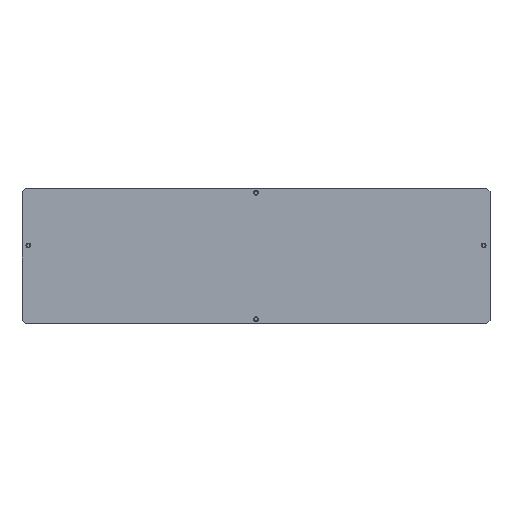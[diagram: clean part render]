
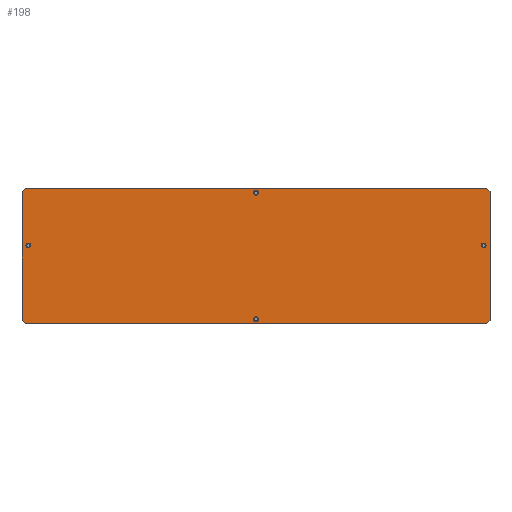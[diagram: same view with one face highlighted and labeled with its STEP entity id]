
A CAD part, top view. The second image highlights one B-rep face of the part: STEP entity #198.
In plain terms, the highlighted planar face has unit normal (0, 0, 1).
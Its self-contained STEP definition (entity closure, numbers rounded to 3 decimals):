
#6 = ORIENTED_EDGE ( 'NONE', *, *, #1799, .F. ) ;
#10 = CARTESIAN_POINT ( 'NONE',  ( 0., -60., 4. ) ) ;
#27 = LINE ( 'NONE', #1173, #1771 ) ;
#34 = VERTEX_POINT ( 'NONE', #450 ) ;
#50 = AXIS2_PLACEMENT_3D ( 'NONE', #535, #138, #1098 ) ;
#59 = LINE ( 'NONE', #486, #1739 ) ;
#60 = ORIENTED_EDGE ( 'NONE', *, *, #600, .F. ) ;
#89 = ORIENTED_EDGE ( 'NONE', *, *, #1439, .T. ) ;
#103 = CARTESIAN_POINT ( 'NONE',  ( 219., 64., 4. ) ) ;
#120 = DIRECTION ( 'NONE',  ( 1., 0., 0. ) ) ;
#124 = CARTESIAN_POINT ( 'NONE',  ( 219., -64., 4. ) ) ;
#134 = LINE ( 'NONE', #288, #1221 ) ;
#138 = DIRECTION ( 'NONE',  ( 0., 0., 1. ) ) ;
#140 = CIRCLE ( 'NONE', #798, 2.25 ) ;
#153 = CARTESIAN_POINT ( 'NONE',  ( 0., 60., 4. ) ) ;
#174 = DIRECTION ( 'NONE',  ( 1., 0., 0. ) ) ;
#190 = EDGE_CURVE ( 'NONE', #307, #34, #1679, .T. ) ;
#198 = ADVANCED_FACE ( 'NONE', ( #638, #1507, #1345, #1352, #1360 ), #764, .F. ) ;
#200 = DIRECTION ( 'NONE',  ( 0., 0., 1. ) ) ;
#201 = CARTESIAN_POINT ( 'NONE',  ( -222., 64., 4. ) ) ;
#250 = DIRECTION ( 'NONE',  ( -0.707, -0.707, 0. ) ) ;
#251 = EDGE_LOOP ( 'NONE', ( #1111, #1809 ) ) ;
#258 = DIRECTION ( 'NONE',  ( -1., 0., 0. ) ) ;
#263 = CIRCLE ( 'NONE', #1651, 2.25 ) ;
#265 = CIRCLE ( 'NONE', #707, 2.25 ) ;
#277 = VERTEX_POINT ( 'NONE', #103 ) ;
#288 = CARTESIAN_POINT ( 'NONE',  ( -222., 64., 4. ) ) ;
#292 = DIRECTION ( 'NONE',  ( 1., 0., 0. ) ) ;
#301 = EDGE_LOOP ( 'NONE', ( #1018, #1791 ) ) ;
#307 = VERTEX_POINT ( 'NONE', #1265 ) ;
#317 = DIRECTION ( 'NONE',  ( 0.707, -0.707, 0. ) ) ;
#344 = CARTESIAN_POINT ( 'NONE',  ( 222., -61., 4. ) ) ;
#353 = VERTEX_POINT ( 'NONE', #1716 ) ;
#365 = VERTEX_POINT ( 'NONE', #412 ) ;
#377 = EDGE_CURVE ( 'NONE', #1690, #353, #1832, .T. ) ;
#391 = ORIENTED_EDGE ( 'NONE', *, *, #431, .T. ) ;
#397 = CARTESIAN_POINT ( 'NONE',  ( 222., -61., 4. ) ) ;
#401 = EDGE_CURVE ( 'NONE', #1138, #579, #1441, .T. ) ;
#408 = VECTOR ( 'NONE', #317, 1000. ) ;
#412 = CARTESIAN_POINT ( 'NONE',  ( 2.25, 60., 4. ) ) ;
#426 = DIRECTION ( 'NONE',  ( 0., 0., 1. ) ) ;
#431 = EDGE_CURVE ( 'NONE', #579, #1458, #27, .T. ) ;
#446 = ORIENTED_EDGE ( 'NONE', *, *, #1026, .T. ) ;
#450 = CARTESIAN_POINT ( 'NONE',  ( 213.75, 10., 4. ) ) ;
#454 = CARTESIAN_POINT ( 'NONE',  ( 222., 61., 4. ) ) ;
#457 = EDGE_CURVE ( 'NONE', #1007, #365, #263, .T. ) ;
#470 = ORIENTED_EDGE ( 'NONE', *, *, #190, .F. ) ;
#486 = CARTESIAN_POINT ( 'NONE',  ( 219., 64., 4. ) ) ;
#489 = DIRECTION ( 'NONE',  ( 0., -1., 0. ) ) ;
#518 = EDGE_CURVE ( 'NONE', #365, #1007, #1252, .T. ) ;
#535 = CARTESIAN_POINT ( 'NONE',  ( 0., -60., 4. ) ) ;
#558 = AXIS2_PLACEMENT_3D ( 'NONE', #201, #1807, #1816 ) ;
#564 = VECTOR ( 'NONE', #1556, 1000. ) ;
#577 = ORIENTED_EDGE ( 'NONE', *, *, #1287, .T. ) ;
#578 = DIRECTION ( 'NONE',  ( 0.707, 0.707, 0. ) ) ;
#579 = VERTEX_POINT ( 'NONE', #1820 ) ;
#594 = VERTEX_POINT ( 'NONE', #1694 ) ;
#600 = EDGE_CURVE ( 'NONE', #34, #307, #948, .T. ) ;
#638 = FACE_BOUND ( 'NONE', #1084, .T. ) ;
#679 = CARTESIAN_POINT ( 'NONE',  ( 216., 10., 4. ) ) ;
#696 = ORIENTED_EDGE ( 'NONE', *, *, #961, .T. ) ;
#707 = AXIS2_PLACEMENT_3D ( 'NONE', #10, #426, #120 ) ;
#718 = DIRECTION ( 'NONE',  ( 1., 0., 0. ) ) ;
#754 = EDGE_CURVE ( 'NONE', #353, #1690, #265, .T. ) ;
#764 = PLANE ( 'NONE',  #558 ) ;
#775 = DIRECTION ( 'NONE',  ( 0., 0., 1. ) ) ;
#793 = CARTESIAN_POINT ( 'NONE',  ( -218.25, 10., 4. ) ) ;
#798 = AXIS2_PLACEMENT_3D ( 'NONE', #1499, #200, #1644 ) ;
#827 = AXIS2_PLACEMENT_3D ( 'NONE', #1614, #1596, #292 ) ;
#838 = ORIENTED_EDGE ( 'NONE', *, *, #1784, .T. ) ;
#875 = CARTESIAN_POINT ( 'NONE',  ( -219., -64., 4. ) ) ;
#884 = VERTEX_POINT ( 'NONE', #344 ) ;
#948 = CIRCLE ( 'NONE', #1736, 2.25 ) ;
#956 = EDGE_CURVE ( 'NONE', #960, #277, #59, .T. ) ;
#959 = LINE ( 'NONE', #1237, #1313 ) ;
#960 = VERTEX_POINT ( 'NONE', #454 ) ;
#961 = EDGE_CURVE ( 'NONE', #277, #594, #134, .T. ) ;
#979 = VERTEX_POINT ( 'NONE', #1402 ) ;
#990 = CARTESIAN_POINT ( 'NONE',  ( -2.25, 60., 4. ) ) ;
#1007 = VERTEX_POINT ( 'NONE', #990 ) ;
#1018 = ORIENTED_EDGE ( 'NONE', *, *, #754, .F. ) ;
#1026 = EDGE_CURVE ( 'NONE', #1458, #884, #1146, .T. ) ;
#1038 = CARTESIAN_POINT ( 'NONE',  ( -213.75, 10., 4. ) ) ;
#1068 = DIRECTION ( 'NONE',  ( -0.707, 0.707, 0. ) ) ;
#1084 = EDGE_LOOP ( 'NONE', ( #6, #1738 ) ) ;
#1098 = DIRECTION ( 'NONE',  ( 1., 0., 0. ) ) ;
#1111 = ORIENTED_EDGE ( 'NONE', *, *, #518, .F. ) ;
#1138 = VERTEX_POINT ( 'NONE', #1176 ) ;
#1146 = LINE ( 'NONE', #397, #1862 ) ;
#1147 = EDGE_CURVE ( 'NONE', #1290, #1170, #1866, .T. ) ;
#1170 = VERTEX_POINT ( 'NONE', #1038 ) ;
#1173 = CARTESIAN_POINT ( 'NONE',  ( -222., -64., 4. ) ) ;
#1176 = CARTESIAN_POINT ( 'NONE',  ( -222., -61., 4. ) ) ;
#1220 = CARTESIAN_POINT ( 'NONE',  ( -2.25, -60., 4. ) ) ;
#1221 = VECTOR ( 'NONE', #258, 1000. ) ;
#1237 = CARTESIAN_POINT ( 'NONE',  ( -222., 61., 4. ) ) ;
#1252 = CIRCLE ( 'NONE', #827, 2.25 ) ;
#1265 = CARTESIAN_POINT ( 'NONE',  ( 218.25, 10., 4. ) ) ;
#1273 = CARTESIAN_POINT ( 'NONE',  ( 222., -64., 4. ) ) ;
#1287 = EDGE_CURVE ( 'NONE', #594, #979, #959, .T. ) ;
#1290 = VERTEX_POINT ( 'NONE', #793 ) ;
#1294 = DIRECTION ( 'NONE',  ( 1., 0., 0. ) ) ;
#1313 = VECTOR ( 'NONE', #250, 1000. ) ;
#1321 = EDGE_LOOP ( 'NONE', ( #470, #60 ) ) ;
#1345 = FACE_BOUND ( 'NONE', #301, .T. ) ;
#1352 = FACE_BOUND ( 'NONE', #251, .T. ) ;
#1360 = FACE_OUTER_BOUND ( 'NONE', #1800, .T. ) ;
#1365 = AXIS2_PLACEMENT_3D ( 'NONE', #1382, #775, #1489 ) ;
#1382 = CARTESIAN_POINT ( 'NONE',  ( 216., 10., 4. ) ) ;
#1402 = CARTESIAN_POINT ( 'NONE',  ( -222., 61., 4. ) ) ;
#1439 = EDGE_CURVE ( 'NONE', #884, #960, #1835, .T. ) ;
#1441 = LINE ( 'NONE', #875, #408 ) ;
#1446 = ORIENTED_EDGE ( 'NONE', *, *, #401, .T. ) ;
#1458 = VERTEX_POINT ( 'NONE', #124 ) ;
#1468 = AXIS2_PLACEMENT_3D ( 'NONE', #1758, #1490, #174 ) ;
#1486 = DIRECTION ( 'NONE',  ( 0., 0., 1. ) ) ;
#1489 = DIRECTION ( 'NONE',  ( 1., 0., 0. ) ) ;
#1490 = DIRECTION ( 'NONE',  ( 0., 0., 1. ) ) ;
#1499 = CARTESIAN_POINT ( 'NONE',  ( -216., 10., 4. ) ) ;
#1507 = FACE_BOUND ( 'NONE', #1321, .T. ) ;
#1524 = CARTESIAN_POINT ( 'NONE',  ( -222., -64., 4. ) ) ;
#1556 = DIRECTION ( 'NONE',  ( 0., 1., 0. ) ) ;
#1596 = DIRECTION ( 'NONE',  ( 0., 0., 1. ) ) ;
#1614 = CARTESIAN_POINT ( 'NONE',  ( 0., 60., 4. ) ) ;
#1644 = DIRECTION ( 'NONE',  ( 1., 0., 0. ) ) ;
#1651 = AXIS2_PLACEMENT_3D ( 'NONE', #153, #1755, #1294 ) ;
#1658 = LINE ( 'NONE', #1524, #1737 ) ;
#1672 = DIRECTION ( 'NONE',  ( 1., 0., 0. ) ) ;
#1679 = CIRCLE ( 'NONE', #1365, 2.25 ) ;
#1690 = VERTEX_POINT ( 'NONE', #1220 ) ;
#1694 = CARTESIAN_POINT ( 'NONE',  ( -219., 64., 4. ) ) ;
#1716 = CARTESIAN_POINT ( 'NONE',  ( 2.25, -60., 4. ) ) ;
#1736 = AXIS2_PLACEMENT_3D ( 'NONE', #679, #1486, #1672 ) ;
#1737 = VECTOR ( 'NONE', #489, 1000. ) ;
#1738 = ORIENTED_EDGE ( 'NONE', *, *, #1147, .F. ) ;
#1739 = VECTOR ( 'NONE', #1068, 1000. ) ;
#1755 = DIRECTION ( 'NONE',  ( 0., 0., 1. ) ) ;
#1758 = CARTESIAN_POINT ( 'NONE',  ( -216., 10., 4. ) ) ;
#1771 = VECTOR ( 'NONE', #718, 1000. ) ;
#1774 = ORIENTED_EDGE ( 'NONE', *, *, #956, .T. ) ;
#1784 = EDGE_CURVE ( 'NONE', #979, #1138, #1658, .T. ) ;
#1791 = ORIENTED_EDGE ( 'NONE', *, *, #377, .F. ) ;
#1799 = EDGE_CURVE ( 'NONE', #1170, #1290, #140, .T. ) ;
#1800 = EDGE_LOOP ( 'NONE', ( #838, #1446, #391, #446, #89, #1774, #696, #577 ) ) ;
#1807 = DIRECTION ( 'NONE',  ( 0., 0., -1. ) ) ;
#1809 = ORIENTED_EDGE ( 'NONE', *, *, #457, .F. ) ;
#1816 = DIRECTION ( 'NONE',  ( -1., 0., 0. ) ) ;
#1820 = CARTESIAN_POINT ( 'NONE',  ( -219., -64., 4. ) ) ;
#1832 = CIRCLE ( 'NONE', #50, 2.25 ) ;
#1835 = LINE ( 'NONE', #1273, #564 ) ;
#1862 = VECTOR ( 'NONE', #578, 1000. ) ;
#1866 = CIRCLE ( 'NONE', #1468, 2.25 ) ;
